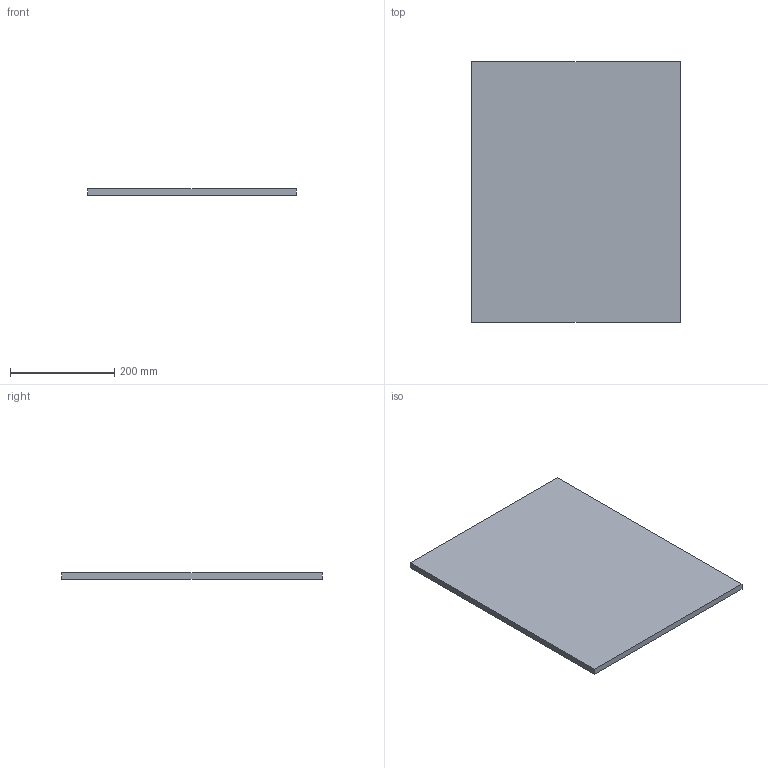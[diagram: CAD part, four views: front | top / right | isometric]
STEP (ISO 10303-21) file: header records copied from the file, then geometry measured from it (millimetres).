
FILE_DESCRIPTION(('FreeCAD Model'),'2;1');
FILE_NAME('result6.STEP','2018-09-22T19:41:21',('FreeCAD'),('FreeCAD'), 'Open CASCADE STEP processor 6.9','FreeCAD','Unknown');
FILE_SCHEMA(('AUTOMOTIVE_DESIGN { 1 0 10303 214 1 1 1 1 }'));
Length unit declared in the file: millimetre
Products named in the file (1): Open CASCADE STEP translator 6.9 2
Bounding box: 400 x 500 x 12 mm (x, y, z)
Volume: 2284604.5 mm3; surface area: 449388.3 mm2
Topology: 1 solids, 1 shells, 575 faces, 1314 edges, 876 vertices
Faces by surface type: cylinder 292, plane 283
Full cylindrical faces by diameter (mm): 3.2 x104, 28 x4
Entity records: 33552 total; most frequent: DIRECTION 5662, CARTESIAN_POINT 5490, LINE 2774, VECTOR 2774, ORIENTED_EDGE 2628, PCURVE 2628, DEFINITIONAL_REPRESENTATION 2628, EDGE_CURVE 1314
